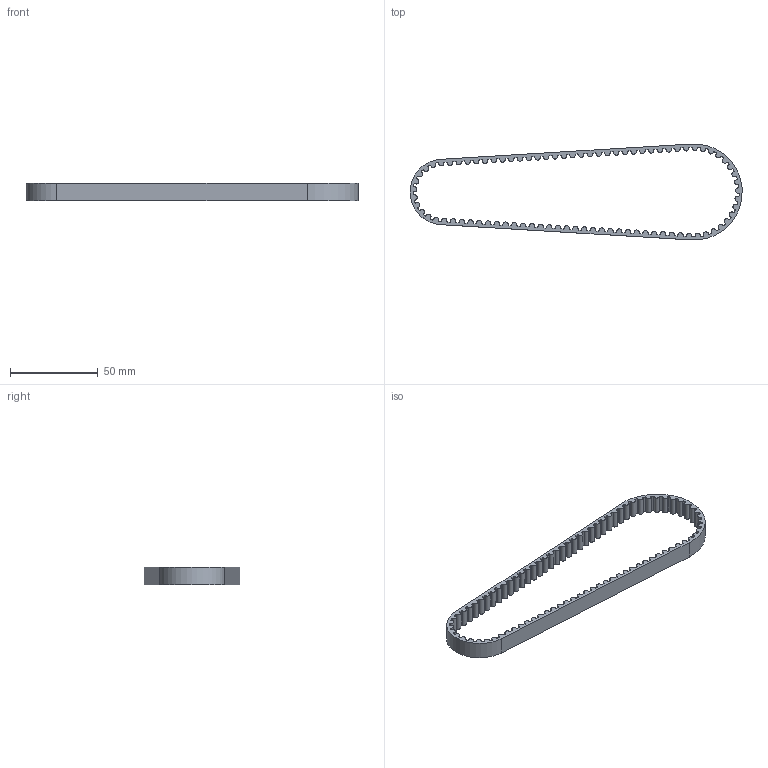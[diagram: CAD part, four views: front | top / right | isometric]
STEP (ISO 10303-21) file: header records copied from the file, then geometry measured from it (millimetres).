
FILE_DESCRIPTION(/* description */ ('STEP AP242','CAx-IF Rec.Pracs.---Representation and Presentation of Product Manufacturing Information (PMI)---4.0---2014-10-13','CAx-IF Rec.Pracs.---3D Tessellated Geometry---0.4---2014-09-14','2;1'),/* implementation_level */ '2;1');
FILE_NAME(/* name */ '664c04ddd189630222aabb89',/* time_stamp */ '2024-05-21T02:20:14Z',/* author */ (''),/* organization */ (''),/* preprocessor_version */ 'ST-DEVELOPER v20',/* originating_system */ ' ',/* authorisation */ ' ');
FILE_SCHEMA (('AP242_MANAGED_MODEL_BASED_3D_ENGINEERING_MIM_LF { 1 0 10303 442 1 1 4 }'));
Length unit declared in the file: metre
Products named in the file (1): [LS] HTD5 belt 85 teeth
Bounding box: 189.49 x 54.76 x 10 mm (x, y, z)
Volume: 11862.1 mm3; surface area: 12996 mm2
Topology: 1 solids, 1 shells, 517 faces, 1545 edges, 1030 vertices
Faces by surface type: cylinder 286, plane 231
Entity records: 17617 total; most frequent: DIRECTION 3153, CARTESIAN_POINT 3093, ORIENTED_EDGE 3090, EDGE_CURVE 1545, AXIS2_PLACEMENT_3D 1090, VERTEX_POINT 1030, LINE 973, VECTOR 973
